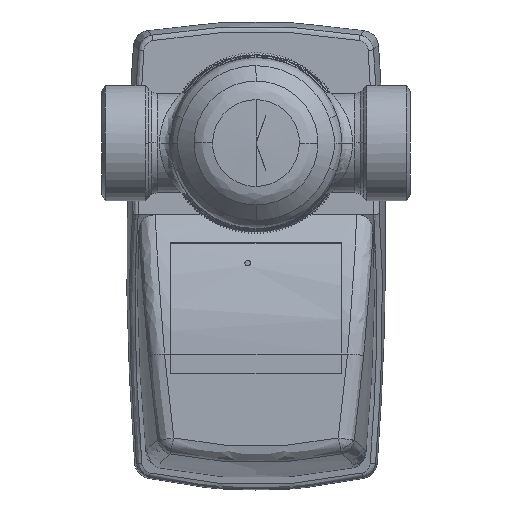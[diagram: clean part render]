
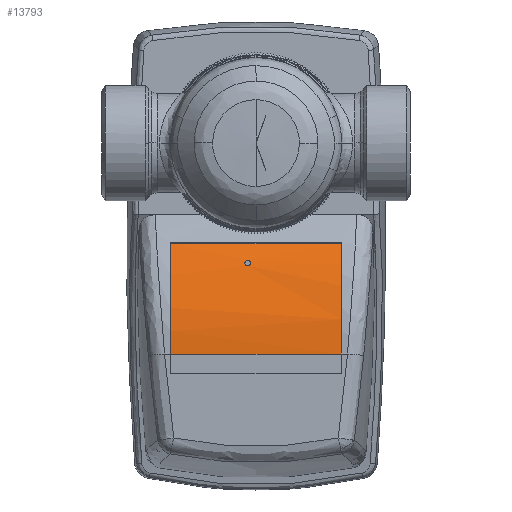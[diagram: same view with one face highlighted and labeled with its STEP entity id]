
A CAD part, front view. The second image highlights one B-rep face of the part: STEP entity #13793.
In plain terms, the highlighted cylindrical face has radius 39.7 mm (diameter 79.4 mm), a partial arc.
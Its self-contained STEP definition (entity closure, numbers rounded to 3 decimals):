
#580 = B_SPLINE_CURVE_WITH_KNOTS ( 'NONE', 3,
 ( #1489, #1483, #1404, #1492, #1496, #1499, #1503, #1506, #1510, #1514 ),
 .UNSPECIFIED., .F., .F.,
 ( 4, 2, 2, 2, 4 ),
 ( 0.001, 0.001, 0.002, 0.002, 0.002 ),
 .UNSPECIFIED. ) ;
#1404 = CARTESIAN_POINT ( 'NONE',  ( 21.528, -51.994, -1.975 ) ) ;
#1483 = CARTESIAN_POINT ( 'NONE',  ( 21.652, -52.051, -2.023 ) ) ;
#1489 = CARTESIAN_POINT ( 'NONE',  ( 21.778, -52.108, -2.023 ) ) ;
#1492 = CARTESIAN_POINT ( 'NONE',  ( 21.338, -51.905, -1.795 ) ) ;
#1496 = CARTESIAN_POINT ( 'NONE',  ( 21.278, -51.876, -1.663 ) ) ;
#1499 = CARTESIAN_POINT ( 'NONE',  ( 21.278, -51.876, -1.384 ) ) ;
#1503 = CARTESIAN_POINT ( 'NONE',  ( 21.338, -51.905, -1.251 ) ) ;
#1506 = CARTESIAN_POINT ( 'NONE',  ( 21.527, -51.993, -1.071 ) ) ;
#1510 = CARTESIAN_POINT ( 'NONE',  ( 21.652, -52.051, -1.023 ) ) ;
#1514 = CARTESIAN_POINT ( 'NONE',  ( 21.778, -52.108, -1.023 ) ) ;
#9313 = VECTOR ( 'NONE', #121440, 1000. ) ;
#9324 = VECTOR ( 'NONE', #121598, 1000. ) ;
#13793 = ADVANCED_FACE ( 'NONE', ( #50262, #50258 ), #50261, .T. ) ;
#24656 = AXIS2_PLACEMENT_3D ( 'NONE', #50263, #50253, #50265 ) ;
#31590 = CARTESIAN_POINT ( 'NONE',  ( 21.778, -52.108, -2.023 ) ) ;
#31591 = CARTESIAN_POINT ( 'NONE',  ( 21.778, -52.108, -1.023 ) ) ;
#31620 = CARTESIAN_POINT ( 'NONE',  ( 38.278, -55.7, 15.447 ) ) ;
#31635 = CARTESIAN_POINT ( 'NONE',  ( 38.278, -55.7, -15.447 ) ) ;
#31663 = CARTESIAN_POINT ( 'NONE',  ( 18.198, -50.247, 15.447 ) ) ;
#31666 = CARTESIAN_POINT ( 'NONE',  ( 18.198, -50.247, -15.447 ) ) ;
#50253 = DIRECTION ( 'NONE',  ( 0., 0., 1. ) ) ;
#50258 = FACE_OUTER_BOUND ( 'NONE', #102396, .T. ) ;
#50261 = CYLINDRICAL_SURFACE ( 'NONE', #24656, 39.7 ) ;
#50262 = FACE_BOUND ( 'NONE', #102084, .T. ) ;
#50263 = CARTESIAN_POINT ( 'NONE',  ( 38.278, -16., -38.124 ) ) ;
#50265 = DIRECTION ( 'NONE',  ( 1., 0., 0. ) ) ;
#52278 = ORIENTED_EDGE ( 'NONE', *, *, #129859, .T. ) ;
#52282 = ORIENTED_EDGE ( 'NONE', *, *, #120060, .T. ) ;
#52286 = ORIENTED_EDGE ( 'NONE', *, *, #129822, .T. ) ;
#52290 = ORIENTED_EDGE ( 'NONE', *, *, #129998, .T. ) ;
#52294 = ORIENTED_EDGE ( 'NONE', *, *, #129812, .T. ) ;
#52298 = ORIENTED_EDGE ( 'NONE', *, *, #129990, .T. ) ;
#76531 = B_SPLINE_CURVE_WITH_KNOTS ( 'NONE', 3,
 ( #129373, #129375, #129394, #129396, #129398, #129400, #129401, #129403, #129405, #129407 ),
 .UNSPECIFIED., .F., .F.,
 ( 4, 2, 2, 2, 4 ),
 ( 0.002, 0.003, 0.003, 0.004, 0.004 ),
 .UNSPECIFIED. ) ;
#76587 = B_SPLINE_CURVE_WITH_KNOTS ( 'NONE', 3,
 ( #130320, #130318, #130329, #130331, #130333, #130334, #130336, #130338, #130340, #130341, #130343, #130345, #130347, #130348 ),
 .UNSPECIFIED., .F., .F.,
 ( 4, 2, 2, 2, 2, 2, 4 ),
 ( 0., 0.003, 0.005, 0.011, 0.013, 0.016, 0.021 ),
 .UNSPECIFIED. ) ;
#76590 = B_SPLINE_CURVE_WITH_KNOTS ( 'NONE', 3,
 ( #130415, #130413, #130450, #130452, #130454, #130456, #130457, #130459, #130461, #130463, #130464, #130466, #130468, #130470 ),
 .UNSPECIFIED., .F., .F.,
 ( 4, 2, 2, 2, 2, 2, 4 ),
 ( 0., 0.003, 0.005, 0.011, 0.013, 0.016, 0.021 ),
 .UNSPECIFIED. ) ;
#102084 = EDGE_LOOP ( 'NONE', ( #52278, #52282 ) ) ;
#102396 = EDGE_LOOP ( 'NONE', ( #52286, #52290, #52294, #52298 ) ) ;
#120060 = EDGE_CURVE ( 'NONE', #205127, #205134, #580, .T. ) ;
#121429 = LINE ( 'NONE', #121436, #9313 ) ;
#121436 = CARTESIAN_POINT ( 'NONE',  ( 18.198, -50.247, -38.124 ) ) ;
#121440 = DIRECTION ( 'NONE',  ( 0., 0., -1. ) ) ;
#121558 = LINE ( 'NONE', #121594, #9324 ) ;
#121594 = CARTESIAN_POINT ( 'NONE',  ( 38.278, -55.7, -38.124 ) ) ;
#121598 = DIRECTION ( 'NONE',  ( 0., 0., 1. ) ) ;
#129373 = CARTESIAN_POINT ( 'NONE',  ( 21.778, -52.108, -1.023 ) ) ;
#129375 = CARTESIAN_POINT ( 'NONE',  ( 21.903, -52.166, -1.023 ) ) ;
#129394 = CARTESIAN_POINT ( 'NONE',  ( 22.028, -52.222, -1.07 ) ) ;
#129396 = CARTESIAN_POINT ( 'NONE',  ( 22.218, -52.306, -1.251 ) ) ;
#129398 = CARTESIAN_POINT ( 'NONE',  ( 22.278, -52.333, -1.384 ) ) ;
#129400 = CARTESIAN_POINT ( 'NONE',  ( 22.278, -52.333, -1.662 ) ) ;
#129401 = CARTESIAN_POINT ( 'NONE',  ( 22.217, -52.306, -1.795 ) ) ;
#129403 = CARTESIAN_POINT ( 'NONE',  ( 22.029, -52.222, -1.975 ) ) ;
#129405 = CARTESIAN_POINT ( 'NONE',  ( 21.903, -52.166, -2.023 ) ) ;
#129407 = CARTESIAN_POINT ( 'NONE',  ( 21.778, -52.108, -2.023 ) ) ;
#129812 = EDGE_CURVE ( 'NONE', #205288, #205286, #121429, .T. ) ;
#129822 = EDGE_CURVE ( 'NONE', #205227, #205195, #121558, .T. ) ;
#129859 = EDGE_CURVE ( 'NONE', #205134, #205127, #76531, .T. ) ;
#129990 = EDGE_CURVE ( 'NONE', #205286, #205227, #76587, .T. ) ;
#129998 = EDGE_CURVE ( 'NONE', #205195, #205288, #76590, .T. ) ;
#130318 = CARTESIAN_POINT ( 'NONE',  ( 18.956, -50.692, -15.447 ) ) ;
#130320 = CARTESIAN_POINT ( 'NONE',  ( 18.198, -50.247, -15.447 ) ) ;
#130329 = CARTESIAN_POINT ( 'NONE',  ( 19.729, -51.111, -15.447 ) ) ;
#130331 = CARTESIAN_POINT ( 'NONE',  ( 21.299, -51.896, -15.447 ) ) ;
#130333 = CARTESIAN_POINT ( 'NONE',  ( 22.095, -52.262, -15.447 ) ) ;
#130334 = CARTESIAN_POINT ( 'NONE',  ( 24.519, -53.281, -15.447 ) ) ;
#130336 = CARTESIAN_POINT ( 'NONE',  ( 26.186, -53.854, -15.447 ) ) ;
#130338 = CARTESIAN_POINT ( 'NONE',  ( 28.723, -54.543, -15.447 ) ) ;
#130340 = CARTESIAN_POINT ( 'NONE',  ( 29.576, -54.744, -15.447 ) ) ;
#130341 = CARTESIAN_POINT ( 'NONE',  ( 31.296, -55.091, -15.447 ) ) ;
#130343 = CARTESIAN_POINT ( 'NONE',  ( 32.164, -55.236, -15.447 ) ) ;
#130345 = CARTESIAN_POINT ( 'NONE',  ( 34.772, -55.584, -15.447 ) ) ;
#130347 = CARTESIAN_POINT ( 'NONE',  ( 36.52, -55.7, -15.447 ) ) ;
#130348 = CARTESIAN_POINT ( 'NONE',  ( 38.278, -55.7, -15.447 ) ) ;
#130413 = CARTESIAN_POINT ( 'NONE',  ( 37.399, -55.7, 15.447 ) ) ;
#130415 = CARTESIAN_POINT ( 'NONE',  ( 38.278, -55.7, 15.447 ) ) ;
#130450 = CARTESIAN_POINT ( 'NONE',  ( 36.52, -55.671, 15.447 ) ) ;
#130452 = CARTESIAN_POINT ( 'NONE',  ( 34.769, -55.554, 15.447 ) ) ;
#130454 = CARTESIAN_POINT ( 'NONE',  ( 33.897, -55.467, 15.447 ) ) ;
#130456 = CARTESIAN_POINT ( 'NONE',  ( 31.291, -55.119, 15.447 ) ) ;
#130457 = CARTESIAN_POINT ( 'NONE',  ( 29.563, -54.771, 15.447 ) ) ;
#130459 = CARTESIAN_POINT ( 'NONE',  ( 27.026, -54.082, 15.447 ) ) ;
#130461 = CARTESIAN_POINT ( 'NONE',  ( 26.188, -53.824, 15.447 ) ) ;
#130463 = CARTESIAN_POINT ( 'NONE',  ( 24.529, -53.253, 15.447 ) ) ;
#130464 = CARTESIAN_POINT ( 'NONE',  ( 23.707, -52.94, 15.447 ) ) ;
#130466 = CARTESIAN_POINT ( 'NONE',  ( 21.281, -51.92, 15.447 ) ) ;
#130468 = CARTESIAN_POINT ( 'NONE',  ( 19.714, -51.136, 15.447 ) ) ;
#130470 = CARTESIAN_POINT ( 'NONE',  ( 18.198, -50.247, 15.447 ) ) ;
#205127 = VERTEX_POINT ( 'NONE', #31590 ) ;
#205134 = VERTEX_POINT ( 'NONE', #31591 ) ;
#205195 = VERTEX_POINT ( 'NONE', #31620 ) ;
#205227 = VERTEX_POINT ( 'NONE', #31635 ) ;
#205286 = VERTEX_POINT ( 'NONE', #31666 ) ;
#205288 = VERTEX_POINT ( 'NONE', #31663 ) ;
